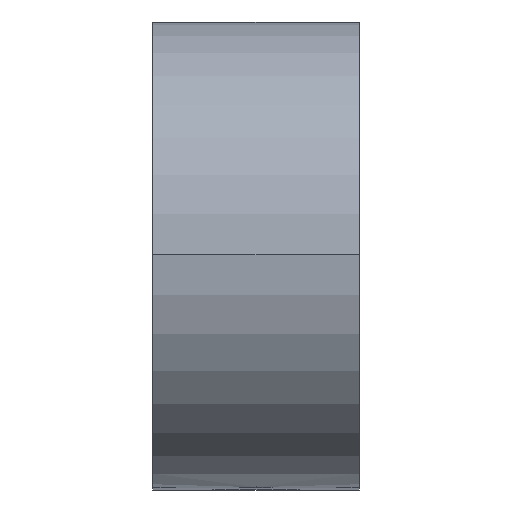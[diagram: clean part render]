
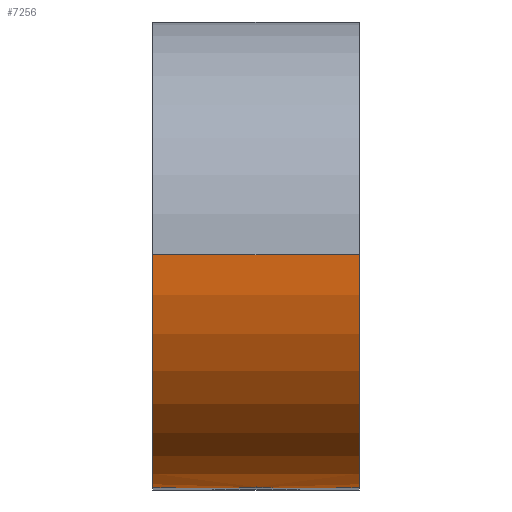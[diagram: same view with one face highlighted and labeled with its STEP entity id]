
A CAD part, top view. The second image highlights one B-rep face of the part: STEP entity #7256.
In plain terms, the highlighted cylindrical face has radius 28.25 mm (diameter 56.5 mm), a partial arc.
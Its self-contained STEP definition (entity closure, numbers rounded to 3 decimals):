
#30 = CARTESIAN_POINT ( 'NONE',  ( 2.1, 0., 0. ) ) ;
#233 = CARTESIAN_POINT ( 'NONE',  ( 12.5, 0., 0. ) ) ;
#340 = CARTESIAN_POINT ( 'NONE',  ( -2.086, 0.001, 0.275 ) ) ;
#816 = CARTESIAN_POINT ( 'NONE',  ( 0., 0.078, 2.1 ) ) ;
#1064 = VECTOR ( 'NONE', #5374, 1000. ) ;
#1097 = CARTESIAN_POINT ( 'NONE',  ( 1.28, 0.049, 1.67 ) ) ;
#1129 = EDGE_LOOP ( 'NONE', ( #7002, #11073, #3691, #2363, #5237, #3015, #11831 ) ) ;
#1147 = CARTESIAN_POINT ( 'NONE',  ( 0., 0.078, 2.1 ) ) ;
#1515 = VERTEX_POINT ( 'NONE', #6056 ) ;
#1542 = CARTESIAN_POINT ( 'NONE',  ( -1.887, 0.015, 0.932 ) ) ;
#1632 = AXIS2_PLACEMENT_3D ( 'NONE', #2677, #10007, #13130 ) ;
#1778 = CARTESIAN_POINT ( 'NONE',  ( 12.5, 0., 0. ) ) ;
#1911 = CARTESIAN_POINT ( 'NONE',  ( 12.5, 0., 0. ) ) ;
#2187 = CARTESIAN_POINT ( 'NONE',  ( 0.137, 0.078, 2.1 ) ) ;
#2243 = CARTESIAN_POINT ( 'NONE',  ( 1.993, 0.008, 0.677 ) ) ;
#2363 = ORIENTED_EDGE ( 'NONE', *, *, #9281, .F. ) ;
#2420 = CARTESIAN_POINT ( 'NONE',  ( -0.274, 0.078, 2.1 ) ) ;
#2677 = CARTESIAN_POINT ( 'NONE',  ( 12.5, 28.25, 0. ) ) ;
#2816 = VERTEX_POINT ( 'NONE', #233 ) ;
#3015 = ORIENTED_EDGE ( 'NONE', *, *, #7810, .T. ) ;
#3106 = EDGE_CURVE ( 'NONE', #11029, #10920, #9071, .T. ) ;
#3146 = CARTESIAN_POINT ( 'NONE',  ( 1.821, 0.019, 1.054 ) ) ;
#3149 = AXIS2_PLACEMENT_3D ( 'NONE', #3312, #10763, #12666 ) ;
#3172 = VERTEX_POINT ( 'NONE', #5675 ) ;
#3243 = CARTESIAN_POINT ( 'NONE',  ( 0.676, 0.07, 1.993 ) ) ;
#3312 = CARTESIAN_POINT ( 'NONE',  ( 12.5, 28.25, 0. ) ) ;
#3436 = CARTESIAN_POINT ( 'NONE',  ( -1.056, 0.06, 1.836 ) ) ;
#3691 = ORIENTED_EDGE ( 'NONE', *, *, #10908, .T. ) ;
#3925 = CIRCLE ( 'NONE', #4093, 28.25 ) ;
#4093 = AXIS2_PLACEMENT_3D ( 'NONE', #9879, #9842, #10929 ) ;
#4141 = CARTESIAN_POINT ( 'NONE',  ( 2.086, 0.001, 0.278 ) ) ;
#4186 = CARTESIAN_POINT ( 'NONE',  ( 1.582, 0.034, 1.388 ) ) ;
#4459 = CARTESIAN_POINT ( 'NONE',  ( -2.1, 0., 0. ) ) ;
#4898 = CYLINDRICAL_SURFACE ( 'NONE', #1632, 28.25 ) ;
#5237 = ORIENTED_EDGE ( 'NONE', *, *, #6703, .T. ) ;
#5374 = DIRECTION ( 'NONE',  ( -1., 0., 0. ) ) ;
#5555 = CARTESIAN_POINT ( 'NONE',  ( -2.1, 0., 0.139 ) ) ;
#5675 = CARTESIAN_POINT ( 'NONE',  ( -2.1, 0., 0. ) ) ;
#5871 = CARTESIAN_POINT ( 'NONE',  ( 12.5, 28.25, 28.25 ) ) ;
#6056 = CARTESIAN_POINT ( 'NONE',  ( -12.5, 0., 0. ) ) ;
#6319 = CARTESIAN_POINT ( 'NONE',  ( 1.669, 0.029, 1.281 ) ) ;
#6409 = CARTESIAN_POINT ( 'NONE',  ( 1.053, 0.059, 1.822 ) ) ;
#6439 = FACE_OUTER_BOUND ( 'NONE', #1129, .T. ) ;
#6600 = VECTOR ( 'NONE', #8147, 1000. ) ;
#6652 = CARTESIAN_POINT ( 'NONE',  ( -1.291, 0.049, 1.679 ) ) ;
#6699 = CARTESIAN_POINT ( 'NONE',  ( -1.581, 0.034, 1.389 ) ) ;
#6703 = EDGE_CURVE ( 'NONE', #3172, #9072, #9956, .T. ) ;
#6897 = LINE ( 'NONE', #1778, #11135 ) ;
#7002 = ORIENTED_EDGE ( 'NONE', *, *, #10816, .F. ) ;
#7256 = ADVANCED_FACE ( 'NONE', ( #6439 ), #4898, .T. ) ;
#7370 = CARTESIAN_POINT ( 'NONE',  ( 2.1, 0., 0.139 ) ) ;
#7607 = CARTESIAN_POINT ( 'NONE',  ( 2.1, 0., 0. ) ) ;
#7810 = EDGE_CURVE ( 'NONE', #9072, #7813, #8143, .T. ) ;
#7813 = VERTEX_POINT ( 'NONE', #30 ) ;
#8143 = B_SPLINE_CURVE_WITH_KNOTS ( 'NONE', 3,
 ( #1147, #2187, #11432, #9523, #3243, #11609, #6409, #1097, #8527, #4186, #6319, #3146, #11515, #2243, #9570, #4141, #7370, #7607 ),
 .UNSPECIFIED., .F., .F.,
 ( 4, 2, 2, 2, 2, 2, 2, 2, 4 ),
 ( 0.003, 0.004, 0.004, 0.005, 0.005, 0.005, 0.006, 0.006, 0.007 ),
 .UNSPECIFIED. ) ;
#8147 = DIRECTION ( 'NONE',  ( -1., 0., 0. ) ) ;
#8527 = CARTESIAN_POINT ( 'NONE',  ( 1.386, 0.044, 1.583 ) ) ;
#8742 = CARTESIAN_POINT ( 'NONE',  ( -0.551, 0.074, 2.045 ) ) ;
#8925 = CARTESIAN_POINT ( 'NONE',  ( -12.5, 28.25, 28.25 ) ) ;
#9071 = LINE ( 'NONE', #11652, #1064 ) ;
#9072 = VERTEX_POINT ( 'NONE', #816 ) ;
#9281 = EDGE_CURVE ( 'NONE', #3172, #1515, #9707, .T. ) ;
#9523 = CARTESIAN_POINT ( 'NONE',  ( 0.545, 0.073, 2.033 ) ) ;
#9558 = EDGE_CURVE ( 'NONE', #2816, #7813, #6897, .T. ) ;
#9570 = CARTESIAN_POINT ( 'NONE',  ( 2.032, 0.005, 0.547 ) ) ;
#9707 = LINE ( 'NONE', #1911, #6600 ) ;
#9712 = CARTESIAN_POINT ( 'NONE',  ( -2.033, 0.005, 0.544 ) ) ;
#9759 = CARTESIAN_POINT ( 'NONE',  ( -1.993, 0.008, 0.677 ) ) ;
#9837 = CARTESIAN_POINT ( 'NONE',  ( -1.67, 0.029, 1.281 ) ) ;
#9842 = DIRECTION ( 'NONE',  ( 1., 0., 0. ) ) ;
#9879 = CARTESIAN_POINT ( 'NONE',  ( -12.5, 28.25, 0. ) ) ;
#9956 = B_SPLINE_CURVE_WITH_KNOTS ( 'NONE', 3,
 ( #4459, #5555, #340, #9712, #9759, #1542, #11788, #9837, #6699, #6652, #3436, #8742, #2420, #10758 ),
 .UNSPECIFIED., .F., .F.,
 ( 4, 2, 2, 2, 2, 2, 4 ),
 ( 0., 0., 0.001, 0.001, 0.002, 0.002, 0.003 ),
 .UNSPECIFIED. ) ;
#10007 = DIRECTION ( 'NONE',  ( -1., 0., 0. ) ) ;
#10758 = CARTESIAN_POINT ( 'NONE',  ( 0., 0.078, 2.1 ) ) ;
#10763 = DIRECTION ( 'NONE',  ( 1., 0., 0. ) ) ;
#10816 = EDGE_CURVE ( 'NONE', #11029, #2816, #12258, .T. ) ;
#10908 = EDGE_CURVE ( 'NONE', #10920, #1515, #3925, .T. ) ;
#10920 = VERTEX_POINT ( 'NONE', #8925 ) ;
#10929 = DIRECTION ( 'NONE',  ( 0., 0., -1. ) ) ;
#11029 = VERTEX_POINT ( 'NONE', #5871 ) ;
#11073 = ORIENTED_EDGE ( 'NONE', *, *, #3106, .T. ) ;
#11135 = VECTOR ( 'NONE', #13271, 1000. ) ;
#11432 = CARTESIAN_POINT ( 'NONE',  ( 0.276, 0.077, 2.086 ) ) ;
#11515 = CARTESIAN_POINT ( 'NONE',  ( 1.887, 0.015, 0.932 ) ) ;
#11609 = CARTESIAN_POINT ( 'NONE',  ( 0.93, 0.063, 1.888 ) ) ;
#11652 = CARTESIAN_POINT ( 'NONE',  ( 12.5, 28.25, 28.25 ) ) ;
#11788 = CARTESIAN_POINT ( 'NONE',  ( -1.822, 0.019, 1.052 ) ) ;
#11831 = ORIENTED_EDGE ( 'NONE', *, *, #9558, .F. ) ;
#12258 = CIRCLE ( 'NONE', #3149, 28.25 ) ;
#12666 = DIRECTION ( 'NONE',  ( 0., 0., -1. ) ) ;
#13130 = DIRECTION ( 'NONE',  ( 0., 0., 1. ) ) ;
#13271 = DIRECTION ( 'NONE',  ( -1., 0., 0. ) ) ;
